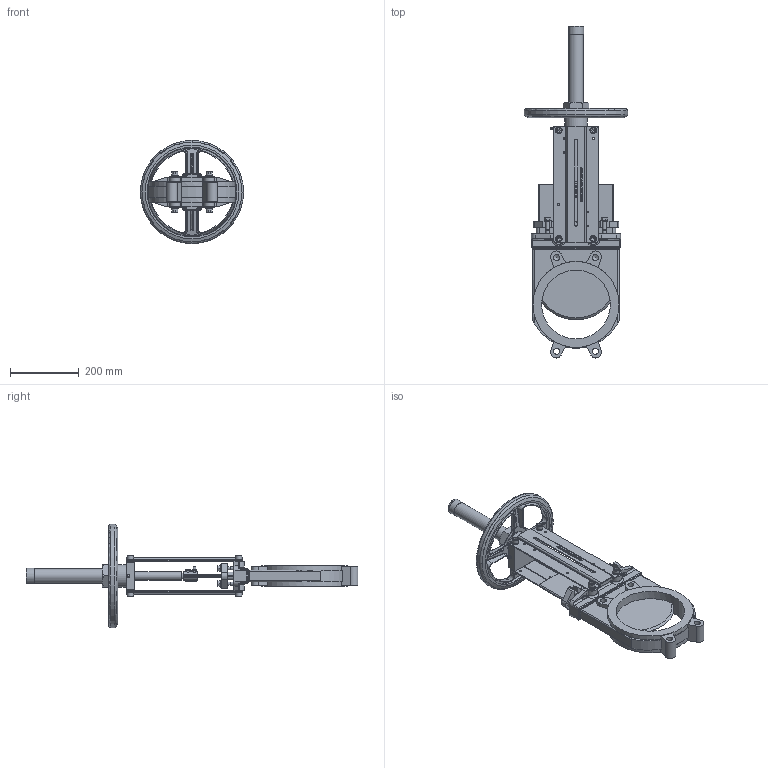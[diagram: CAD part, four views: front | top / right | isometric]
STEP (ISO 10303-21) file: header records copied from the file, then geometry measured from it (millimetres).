
FILE_DESCRIPTION(/* description */ ('170200'),/* implementation_level */ '2;1');
FILE_NAME(/* name */ '170200.stp',/* time_stamp */ '2016-02-16T15:21:28+01:00',/* author */ ('jmorand'),/* organization */ ('Sferaco'),/* preprocessor_version */ 'ST-DEVELOPER v16.1',/* originating_system */ 'Autodesk Inventor 2016',/* authorisation */ '');
FILE_SCHEMA (('AUTOMOTIVE_DESIGN { 1 0 10303 214 3 1 1 }'));
Length unit declared in the file: millimetre
Products named in the file (1): DN200
Bounding box: 300 x 964.99 x 300 mm (x, y, z)
Volume: 4422878.5 mm3; surface area: 863437.8 mm2
Topology: 1 solids, 16 shells, 1900 faces, 4897 edges, 3141 vertices
Faces by surface type: plane 920, bspline 488, cylinder 249, cone 186, torus 44, sphere 13
Full cylindrical faces by diameter (mm): 3.5 x2, 4.2 x6, 5 x2, 6 x6, 8 x4, 8.5 x10, 8.6 x4, 10 x9, 10.2 x8, 10.5 x4, 12 x8, 12.9 x8, 13 x10, 17.5 x6, 18 x8, 19.1 x8, 19.5 x1, 20 x4, 25 x2, 36.673 x1, 40 x1, 42 x1, 44 x1, 65 x1, 200 x1, 250 x2, 296 x1, 300 x1
Entity records: 67382 total; most frequent: CARTESIAN_POINT 25159, ORIENTED_EDGE 9296, DIRECTION 7174, EDGE_CURVE 4648, VERTEX_POINT 3069, AXIS2_PLACEMENT_3D 2392, LINE 2390, VECTOR 2390
